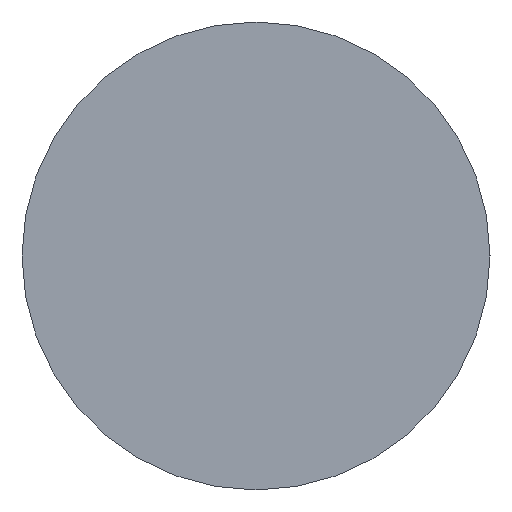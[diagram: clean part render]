
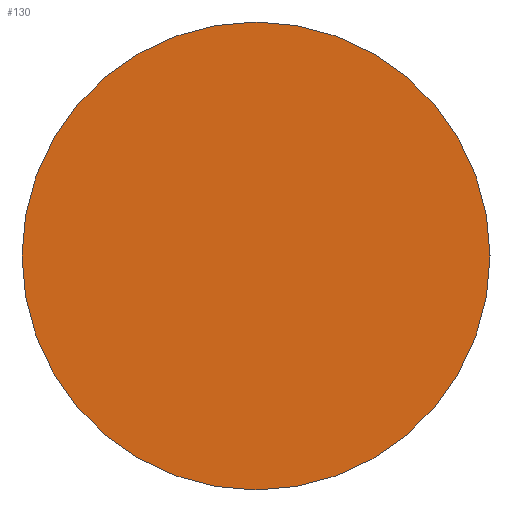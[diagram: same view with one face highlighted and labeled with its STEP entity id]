
A CAD part, left-side view. The second image highlights one B-rep face of the part: STEP entity #130.
In plain terms, the highlighted planar face has unit normal (-1, 0, 0).
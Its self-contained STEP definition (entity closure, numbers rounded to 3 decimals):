
#40 = EDGE_CURVE ( 'NONE', #63, #507, #538, .T. ) ;
#63 = VERTEX_POINT ( 'NONE', #847 ) ;
#66 = ORIENTED_EDGE ( 'NONE', *, *, #40, .F. ) ;
#105 = DIRECTION ( 'NONE',  ( 0., 1., 0. ) ) ;
#130 = ADVANCED_FACE ( 'NONE', ( #522 ), #781, .F. ) ;
#160 = DIRECTION ( 'NONE',  ( 1., 0., 0. ) ) ;
#177 = DIRECTION ( 'NONE',  ( 1., 0., 0. ) ) ;
#183 = AXIS2_PLACEMENT_3D ( 'NONE', #489, #160, #268 ) ;
#254 = CARTESIAN_POINT ( 'NONE',  ( -2.6, 1.335, 0. ) ) ;
#268 = DIRECTION ( 'NONE',  ( 0., 1., 0. ) ) ;
#386 = DIRECTION ( 'NONE',  ( 1., 0., 0. ) ) ;
#426 = CARTESIAN_POINT ( 'NONE',  ( -2.6, 2.67, 0. ) ) ;
#462 = EDGE_LOOP ( 'NONE', ( #835, #66 ) ) ;
#489 = CARTESIAN_POINT ( 'NONE',  ( -2.6, 1.335, 0. ) ) ;
#507 = VERTEX_POINT ( 'NONE', #426 ) ;
#508 = AXIS2_PLACEMENT_3D ( 'NONE', #775, #177, #105 ) ;
#517 = CIRCLE ( 'NONE', #183, 1.335 ) ;
#522 = FACE_OUTER_BOUND ( 'NONE', #462, .T. ) ;
#538 = CIRCLE ( 'NONE', #508, 1.335 ) ;
#595 = EDGE_CURVE ( 'NONE', #507, #63, #517, .T. ) ;
#664 = AXIS2_PLACEMENT_3D ( 'NONE', #254, #386, #711 ) ;
#711 = DIRECTION ( 'NONE',  ( 0., 1., 0. ) ) ;
#775 = CARTESIAN_POINT ( 'NONE',  ( -2.6, 1.335, 0. ) ) ;
#781 = PLANE ( 'NONE',  #664 ) ;
#835 = ORIENTED_EDGE ( 'NONE', *, *, #595, .F. ) ;
#847 = CARTESIAN_POINT ( 'NONE',  ( -2.6, 0., 0. ) ) ;
